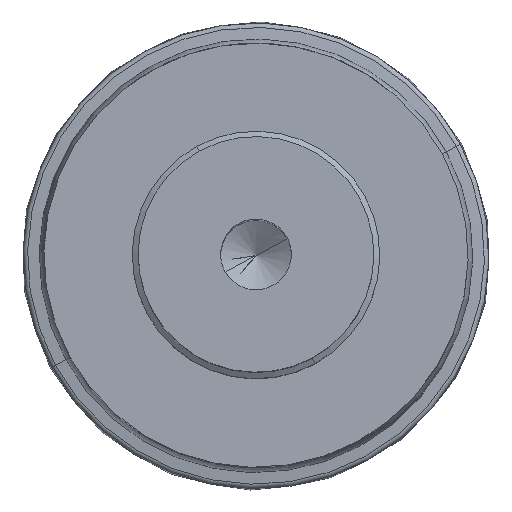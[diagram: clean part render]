
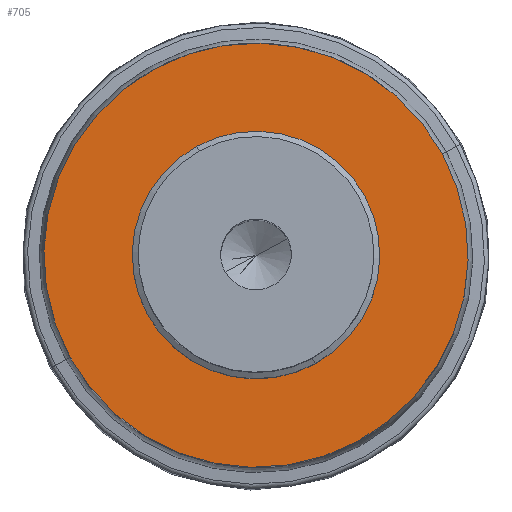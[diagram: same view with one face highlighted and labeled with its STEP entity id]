
A CAD part, top view. The second image highlights one B-rep face of the part: STEP entity #705.
In plain terms, the highlighted planar face has unit normal (0, 0, 1).
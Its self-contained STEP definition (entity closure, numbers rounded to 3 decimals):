
#656=AXIS2_PLACEMENT_3D('Circle Axis2P3D',#654,#655,$) ;
#668=AXIS2_PLACEMENT_3D('Circle Axis2P3D',#666,#667,$) ;
#681=AXIS2_PLACEMENT_3D('Plane Axis2P3D',#678,#679,#680) ;
#685=AXIS2_PLACEMENT_3D('Circle Axis2P3D',#683,#684,$) ;
#694=AXIS2_PLACEMENT_3D('Circle Axis2P3D',#692,#693,$) ;
#644=CARTESIAN_POINT('Vertex',(2.517,-4.607,26.95)) ;
#651=CARTESIAN_POINT('Vertex',(-2.517,4.607,26.95)) ;
#654=CARTESIAN_POINT('Axis2P3D Location',(0.,0.,26.95)) ;
#666=CARTESIAN_POINT('Axis2P3D Location',(0.,0.,26.95)) ;
#678=CARTESIAN_POINT('Axis2P3D Location',(0.,6.521,26.95)) ;
#683=CARTESIAN_POINT('Axis2P3D Location',(0.,0.,26.95)) ;
#687=CARTESIAN_POINT('Vertex',(7.898,4.315,26.95)) ;
#689=CARTESIAN_POINT('Vertex',(-7.898,-4.315,26.95)) ;
#692=CARTESIAN_POINT('Axis2P3D Location',(0.,0.,26.95)) ;
#655=DIRECTION('Axis2P3D Direction',(0.,0.,1.)) ;
#667=DIRECTION('Axis2P3D Direction',(0.,0.,1.)) ;
#679=DIRECTION('Axis2P3D Direction',(0.,0.,1.)) ;
#680=DIRECTION('Axis2P3D XDirection',(1.,0.,0.)) ;
#684=DIRECTION('Axis2P3D Direction',(0.,0.,1.)) ;
#693=DIRECTION('Axis2P3D Direction',(0.,0.,1.)) ;
#698=ORIENTED_EDGE('',*,*,#691,.T.) ;
#699=ORIENTED_EDGE('',*,*,#696,.T.) ;
#702=ORIENTED_EDGE('',*,*,#670,.F.) ;
#703=ORIENTED_EDGE('',*,*,#658,.F.) ;
#704=FACE_BOUND('',#701,.T.) ;
#705=ADVANCED_FACE('NOCUT',(#700,#704),#682,.T.) ;
#657=CIRCLE('generated circle',#656,5.25) ;
#669=CIRCLE('generated circle',#668,5.25) ;
#686=CIRCLE('generated circle',#685,9.) ;
#695=CIRCLE('generated circle',#694,9.) ;
#658=EDGE_CURVE('',#652,#645,#657,.T.) ;
#670=EDGE_CURVE('',#645,#652,#669,.T.) ;
#691=EDGE_CURVE('',#688,#690,#686,.T.) ;
#696=EDGE_CURVE('',#690,#688,#695,.T.) ;
#697=EDGE_LOOP('',(#698,#699)) ;
#701=EDGE_LOOP('',(#702,#703)) ;
#700=FACE_OUTER_BOUND('',#697,.T.) ;
#682=PLANE('',#681) ;
#645=VERTEX_POINT('',#644) ;
#652=VERTEX_POINT('',#651) ;
#688=VERTEX_POINT('',#687) ;
#690=VERTEX_POINT('',#689) ;
